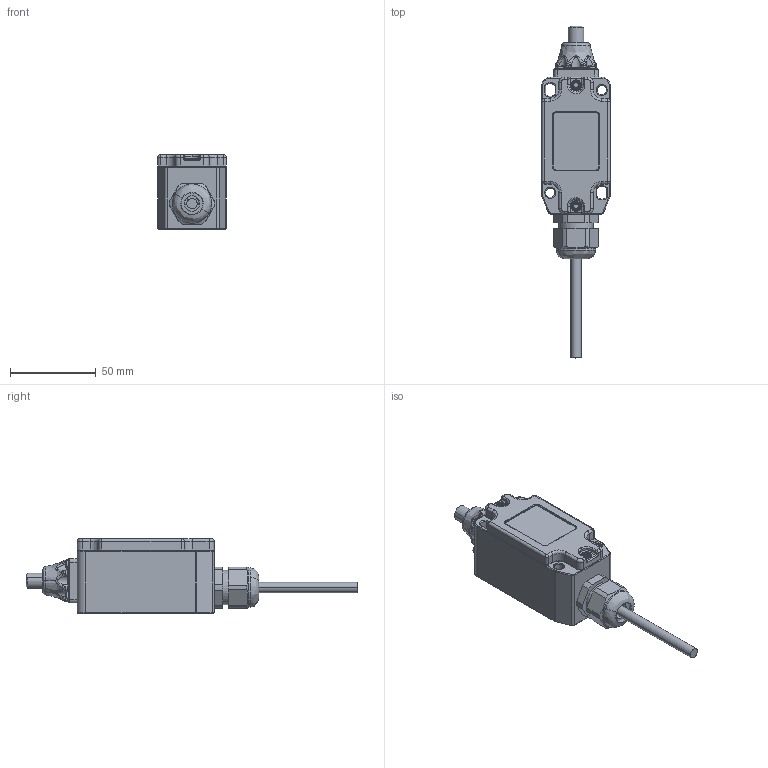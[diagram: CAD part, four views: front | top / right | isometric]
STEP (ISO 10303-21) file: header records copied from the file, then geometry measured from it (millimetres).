
FILE_DESCRIPTION (( 'STEP AP214' ), '1' );
FILE_NAME ('HLM-EX-174115.STEP', '2021-06-09T10:49:48', ( '' ), ( '' ), 'SwSTEP 2.0', 'SolidWorks 2021', '' );
FILE_SCHEMA (( 'AUTOMOTIVE_DESIGN' ));
Length unit declared in the file: inch
Products named in the file (1): HLM-EX-174115
Bounding box: 40 x 193.9 x 43.5 mm (x, y, z)
Volume: 72590.5 mm3; surface area: 49589.5 mm2
Topology: 12 solids, 12 shells, 1935 faces, 4335 edges, 2452 vertices
Faces by surface type: cylinder 539, bspline 496, plane 460, cone 440
Full cylindrical faces by diameter (mm): 9 x1, 12.5 x1, 15 x2, 20 x2
Entity records: 67416 total; most frequent: CARTESIAN_POINT 27368, ORIENTED_EDGE 8552, DIRECTION 8020, EDGE_CURVE 4276, AXIS2_PLACEMENT_3D 3159, VERTEX_POINT 2452, EDGE_LOOP 2054, FACE_OUTER_BOUND 1941
